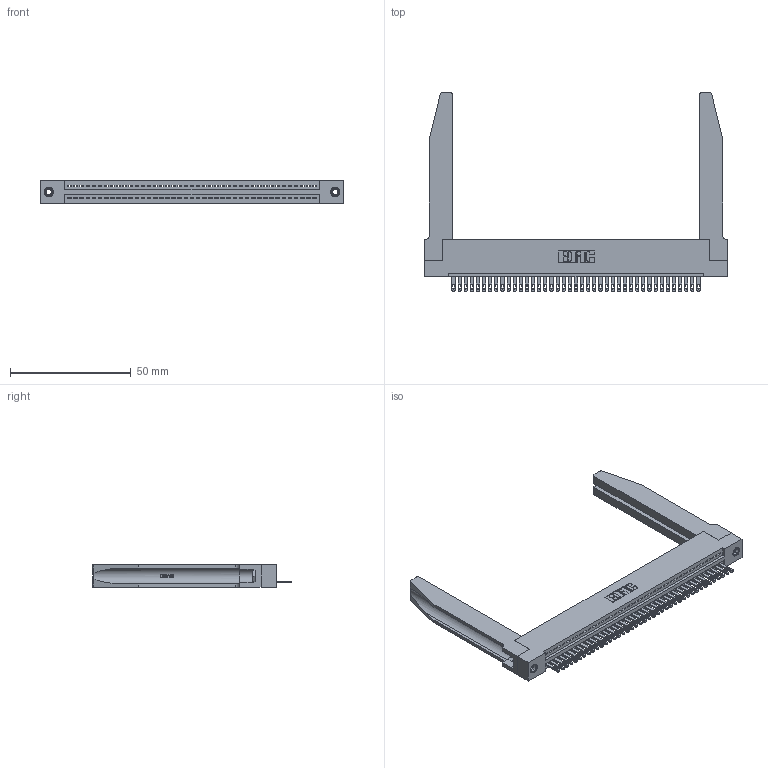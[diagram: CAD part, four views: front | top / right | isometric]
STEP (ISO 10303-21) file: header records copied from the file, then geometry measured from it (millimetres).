
FILE_DESCRIPTION (( 'STEP AP203' ), '1' );
FILE_NAME ('345-041-500-178.STEP', '2019-10-08T10:53:53', ( '' ), ( '' ), 'SwSTEP 2.0', 'SolidWorks 2016', '' );
FILE_SCHEMA (( 'CONFIG_CONTROL_DESIGN' ));
Length unit declared in the file: inch
Products named in the file (5): 345 Part_Flush Mounting Lugs - 0.156 Dia-TH; 345-041-500-178; 345-220-078_345-220-078; 345-292-001_345-293-100; 345-250-001_345-250-001-102
Assembly tree (46 placements, depth 2):
  345-041-500-178
    345 Part_Flush Mounting Lugs - 0.156 Dia-TH
    345-292-001_345-293-100  x41
    345-250-001_345-250-001-102  x2
    345-220-078_345-220-078  x2
Bounding box: 125.37 x 82.47 x 9.4 mm (x, y, z)
Volume: 19695.9 mm3; surface area: 22771.8 mm2
Topology: 46 solids, 46 shells, 2574 faces, 7837 edges, 5214 vertices
Faces by surface type: plane 1616, cylinder 906, bspline 36, cone 12, torus 4
Entity records: 35662 total; most frequent: CARTESIAN_POINT 7074, ORIENTED_EDGE 5946, DIRECTION 5189, EDGE_CURVE 2973, LINE 2579, VECTOR 2579, VERTEX_POINT 1976, AXIS2_PLACEMENT_3D 1305
